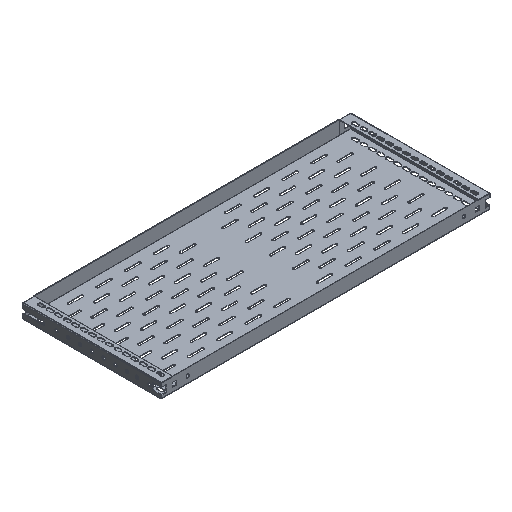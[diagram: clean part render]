
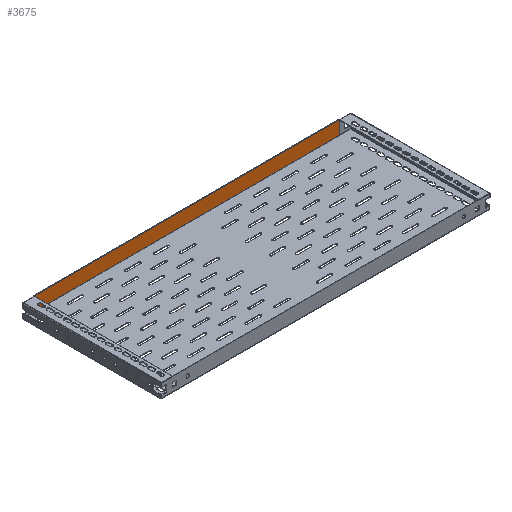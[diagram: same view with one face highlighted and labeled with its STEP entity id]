
A CAD part, isometric view. The second image highlights one B-rep face of the part: STEP entity #3675.
In plain terms, the highlighted planar face has unit normal (0, -1, 0).
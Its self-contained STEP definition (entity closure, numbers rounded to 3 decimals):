
#1973 = VECTOR ( 'NONE', #2633, 1000. ) ;
#2233 = VECTOR ( 'NONE', #4129, 1000. ) ;
#2259 = VECTOR ( 'NONE', #2609, 1000. ) ;
#2265 = AXIS2_PLACEMENT_3D ( 'NONE', #12010, #12021, #12022 ) ;
#2281 = VECTOR ( 'NONE', #2603, 1000. ) ;
#2594 = CARTESIAN_POINT ( 'NONE',  ( 324., 146.75, 28.5 ) ) ;
#2598 = LINE ( 'NONE', #2607, #2259 ) ;
#2599 = LINE ( 'NONE', #2594, #2281 ) ;
#2603 = DIRECTION ( 'NONE',  ( 0., 0., -1. ) ) ;
#2607 = CARTESIAN_POINT ( 'NONE',  ( -324., 146.75, 28.5 ) ) ;
#2609 = DIRECTION ( 'NONE',  ( 0., 0., 1. ) ) ;
#2622 = LINE ( 'NONE', #2632, #1973 ) ;
#2632 = CARTESIAN_POINT ( 'NONE',  ( 324., 146.75, 28.5 ) ) ;
#2633 = DIRECTION ( 'NONE',  ( 1., 0., 0. ) ) ;
#3675 = ADVANCED_FACE ( 'NONE', ( #12018 ), #12019, .T. ) ;
#3855 = EDGE_CURVE ( 'NONE', #12199, #12191, #4107, .T. ) ;
#3861 = EDGE_CURVE ( 'NONE', #12211, #12199, #2599, .T. ) ;
#3863 = EDGE_CURVE ( 'NONE', #12191, #12208, #2598, .T. ) ;
#3871 = EDGE_CURVE ( 'NONE', #12208, #12211, #2622, .T. ) ;
#4107 = LINE ( 'NONE', #4128, #2233 ) ;
#4128 = CARTESIAN_POINT ( 'NONE',  ( 324., 146.75, 0.1 ) ) ;
#4129 = DIRECTION ( 'NONE',  ( -1., 0., 0. ) ) ;
#5873 = EDGE_LOOP ( 'NONE', ( #19574, #19575, #19576, #15567 ) ) ;
#11679 = CARTESIAN_POINT ( 'NONE',  ( -324., 146.75, 0.1 ) ) ;
#11687 = CARTESIAN_POINT ( 'NONE',  ( 324., 146.75, 0.1 ) ) ;
#11696 = CARTESIAN_POINT ( 'NONE',  ( -324., 146.75, 28.5 ) ) ;
#11699 = CARTESIAN_POINT ( 'NONE',  ( 324., 146.75, 28.5 ) ) ;
#12010 = CARTESIAN_POINT ( 'NONE',  ( -324., 146.75, 28.5 ) ) ;
#12018 = FACE_OUTER_BOUND ( 'NONE', #5873, .T. ) ;
#12019 = PLANE ( 'NONE',  #2265 ) ;
#12021 = DIRECTION ( 'NONE',  ( 0., -1., 0. ) ) ;
#12022 = DIRECTION ( 'NONE',  ( 0., 0., -1. ) ) ;
#12191 = VERTEX_POINT ( 'NONE', #11679 ) ;
#12199 = VERTEX_POINT ( 'NONE', #11687 ) ;
#12208 = VERTEX_POINT ( 'NONE', #11696 ) ;
#12211 = VERTEX_POINT ( 'NONE', #11699 ) ;
#15567 = ORIENTED_EDGE ( 'NONE', *, *, #3863, .F. ) ;
#19574 = ORIENTED_EDGE ( 'NONE', *, *, #3855, .F. ) ;
#19575 = ORIENTED_EDGE ( 'NONE', *, *, #3861, .F. ) ;
#19576 = ORIENTED_EDGE ( 'NONE', *, *, #3871, .F. ) ;
